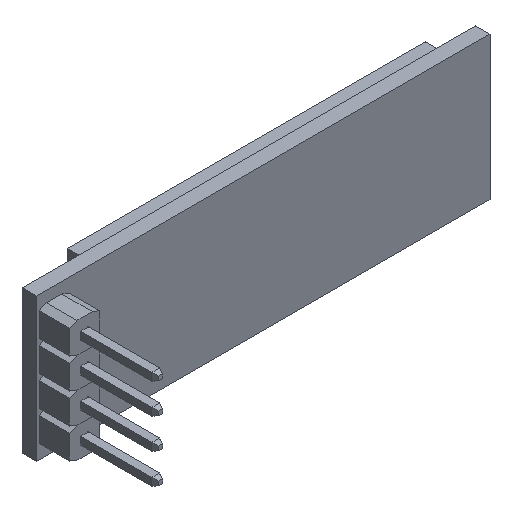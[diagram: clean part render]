
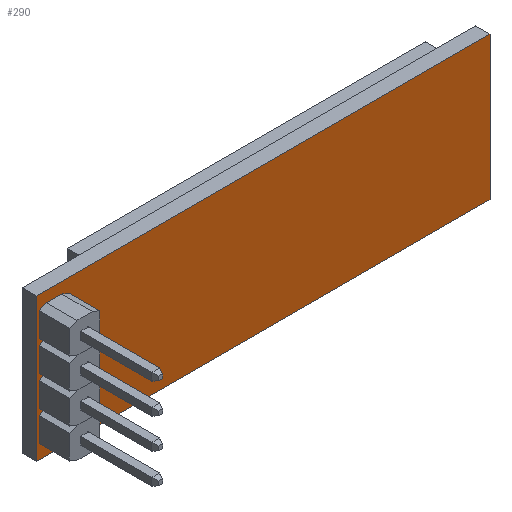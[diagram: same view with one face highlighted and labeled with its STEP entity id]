
A CAD part, isometric view. The second image highlights one B-rep face of the part: STEP entity #290.
In plain terms, the highlighted planar face has unit normal (0, -1, 0).
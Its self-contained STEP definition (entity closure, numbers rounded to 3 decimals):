
#63 = CARTESIAN_POINT ( 'NONE',  ( 0., 0., 1.27 ) ) ;
#116 = EDGE_LOOP ( 'NONE', ( #2279, #699 ) ) ;
#136 = CARTESIAN_POINT ( 'NONE',  ( 0., 0., -4.31 ) ) ;
#180 = CARTESIAN_POINT ( 'NONE',  ( 0., 0., 3.81 ) ) ;
#290 = ADVANCED_FACE ( 'NONE', ( #3177, #2390, #1497, #3879, #1006 ), #3259, .F. ) ;
#292 = DIRECTION ( 'NONE',  ( 0., 0., 1. ) ) ;
#365 = DIRECTION ( 'NONE',  ( 0., 0., 1. ) ) ;
#436 = VERTEX_POINT ( 'NONE', #678 ) ;
#489 = DIRECTION ( 'NONE',  ( 0., 0., 1. ) ) ;
#491 = CIRCLE ( 'NONE', #727, 0.5 ) ;
#494 = ORIENTED_EDGE ( 'NONE', *, *, #2924, .T. ) ;
#520 = CARTESIAN_POINT ( 'NONE',  ( -1.5, 0., -6. ) ) ;
#522 = VERTEX_POINT ( 'NONE', #720 ) ;
#536 = EDGE_CURVE ( 'NONE', #741, #1968, #2950, .T. ) ;
#560 = LINE ( 'NONE', #2822, #2766 ) ;
#574 = VERTEX_POINT ( 'NONE', #136 ) ;
#575 = EDGE_CURVE ( 'NONE', #1932, #1567, #560, .T. ) ;
#580 = DIRECTION ( 'NONE',  ( 0., 1., 0. ) ) ;
#626 = DIRECTION ( 'NONE',  ( 0., 0., -1. ) ) ;
#678 = CARTESIAN_POINT ( 'NONE',  ( 0., 0., -0.77 ) ) ;
#699 = ORIENTED_EDGE ( 'NONE', *, *, #2064, .T. ) ;
#720 = CARTESIAN_POINT ( 'NONE',  ( 0., 0., 3.31 ) ) ;
#727 = AXIS2_PLACEMENT_3D ( 'NONE', #3466, #1697, #897 ) ;
#741 = VERTEX_POINT ( 'NONE', #2225 ) ;
#743 = DIRECTION ( 'NONE',  ( 1., 0., 0. ) ) ;
#812 = ORIENTED_EDGE ( 'NONE', *, *, #3147, .T. ) ;
#836 = CIRCLE ( 'NONE', #937, 0.5 ) ;
#897 = DIRECTION ( 'NONE',  ( 0., 0., 1. ) ) ;
#901 = LINE ( 'NONE', #2709, #2395 ) ;
#909 = EDGE_CURVE ( 'NONE', #2015, #2077, #1969, .T. ) ;
#937 = AXIS2_PLACEMENT_3D ( 'NONE', #2373, #580, #2673 ) ;
#983 = CARTESIAN_POINT ( 'NONE',  ( 0., 0., -3.81 ) ) ;
#1006 = FACE_BOUND ( 'NONE', #1977, .T. ) ;
#1029 = AXIS2_PLACEMENT_3D ( 'NONE', #983, #3054, #1280 ) ;
#1039 = EDGE_CURVE ( 'NONE', #522, #3452, #2367, .T. ) ;
#1132 = EDGE_LOOP ( 'NONE', ( #3386, #812 ) ) ;
#1136 = AXIS2_PLACEMENT_3D ( 'NONE', #3338, #1564, #3643 ) ;
#1229 = CARTESIAN_POINT ( 'NONE',  ( 0., 0., -1.27 ) ) ;
#1232 = CARTESIAN_POINT ( 'NONE',  ( 0., 0., -3.31 ) ) ;
#1280 = DIRECTION ( 'NONE',  ( 0., 0., 1. ) ) ;
#1343 = EDGE_CURVE ( 'NONE', #1567, #2015, #901, .T. ) ;
#1444 = EDGE_LOOP ( 'NONE', ( #3128, #3089, #1454, #2699 ) ) ;
#1454 = ORIENTED_EDGE ( 'NONE', *, *, #1343, .F. ) ;
#1497 = FACE_BOUND ( 'NONE', #1132, .T. ) ;
#1522 = DIRECTION ( 'NONE',  ( 0., 0., 1. ) ) ;
#1537 = AXIS2_PLACEMENT_3D ( 'NONE', #1229, #3295, #1522 ) ;
#1564 = DIRECTION ( 'NONE',  ( 0., 1., 0. ) ) ;
#1567 = VERTEX_POINT ( 'NONE', #3226 ) ;
#1618 = CARTESIAN_POINT ( 'NONE',  ( 0., 0., 1.27 ) ) ;
#1664 = EDGE_CURVE ( 'NONE', #3452, #522, #3261, .T. ) ;
#1697 = DIRECTION ( 'NONE',  ( 0., 1., 0. ) ) ;
#1727 = EDGE_CURVE ( 'NONE', #2077, #1932, #3880, .T. ) ;
#1775 = ORIENTED_EDGE ( 'NONE', *, *, #1664, .T. ) ;
#1786 = CARTESIAN_POINT ( 'NONE',  ( -1.5, 0., 6. ) ) ;
#1788 = CARTESIAN_POINT ( 'NONE',  ( 0., 0., 0. ) ) ;
#1816 = CARTESIAN_POINT ( 'NONE',  ( 0., 0., 1.77 ) ) ;
#1924 = DIRECTION ( 'NONE',  ( 0., 0., 1. ) ) ;
#1932 = VERTEX_POINT ( 'NONE', #1786 ) ;
#1968 = VERTEX_POINT ( 'NONE', #1816 ) ;
#1969 = LINE ( 'NONE', #2825, #2849 ) ;
#1977 = EDGE_LOOP ( 'NONE', ( #2371, #1775 ) ) ;
#1985 = VERTEX_POINT ( 'NONE', #1232 ) ;
#2015 = VERTEX_POINT ( 'NONE', #2430 ) ;
#2064 = EDGE_CURVE ( 'NONE', #1968, #741, #2809, .T. ) ;
#2077 = VERTEX_POINT ( 'NONE', #2447 ) ;
#2138 = CARTESIAN_POINT ( 'NONE',  ( 0., 0., 4.31 ) ) ;
#2164 = EDGE_CURVE ( 'NONE', #574, #1985, #836, .T. ) ;
#2171 = DIRECTION ( 'NONE',  ( 0., 1., 0. ) ) ;
#2225 = CARTESIAN_POINT ( 'NONE',  ( 0., 0., 0.77 ) ) ;
#2227 = AXIS2_PLACEMENT_3D ( 'NONE', #1618, #3699, #1924 ) ;
#2279 = ORIENTED_EDGE ( 'NONE', *, *, #536, .T. ) ;
#2282 = DIRECTION ( 'NONE',  ( 0., 1., 0. ) ) ;
#2367 = CIRCLE ( 'NONE', #2958, 0.5 ) ;
#2371 = ORIENTED_EDGE ( 'NONE', *, *, #1039, .T. ) ;
#2373 = CARTESIAN_POINT ( 'NONE',  ( 0., 0., -3.81 ) ) ;
#2390 = FACE_BOUND ( 'NONE', #2871, .T. ) ;
#2395 = VECTOR ( 'NONE', #626, 1000. ) ;
#2430 = CARTESIAN_POINT ( 'NONE',  ( 36.5, 0., -6. ) ) ;
#2447 = CARTESIAN_POINT ( 'NONE',  ( -1.5, 0., -6. ) ) ;
#2460 = CARTESIAN_POINT ( 'NONE',  ( 0., 0., -1.77 ) ) ;
#2673 = DIRECTION ( 'NONE',  ( 0., 0., 1. ) ) ;
#2699 = ORIENTED_EDGE ( 'NONE', *, *, #575, .F. ) ;
#2709 = CARTESIAN_POINT ( 'NONE',  ( 36.5, 0., -6. ) ) ;
#2745 = CIRCLE ( 'NONE', #1537, 0.5 ) ;
#2766 = VECTOR ( 'NONE', #743, 1000. ) ;
#2809 = CIRCLE ( 'NONE', #3012, 0.5 ) ;
#2822 = CARTESIAN_POINT ( 'NONE',  ( -1.5, 0., 6. ) ) ;
#2825 = CARTESIAN_POINT ( 'NONE',  ( -1.5, 0., -6. ) ) ;
#2849 = VECTOR ( 'NONE', #2873, 1000. ) ;
#2871 = EDGE_LOOP ( 'NONE', ( #3701, #494 ) ) ;
#2873 = DIRECTION ( 'NONE',  ( -1., 0., 0. ) ) ;
#2882 = AXIS2_PLACEMENT_3D ( 'NONE', #1788, #3559, #292 ) ;
#2909 = DIRECTION ( 'NONE',  ( 0., 0., 1. ) ) ;
#2924 = EDGE_CURVE ( 'NONE', #1985, #574, #3611, .T. ) ;
#2950 = CIRCLE ( 'NONE', #2227, 0.5 ) ;
#2958 = AXIS2_PLACEMENT_3D ( 'NONE', #180, #2282, #489 ) ;
#3012 = AXIS2_PLACEMENT_3D ( 'NONE', #63, #2171, #365 ) ;
#3054 = DIRECTION ( 'NONE',  ( 0., 1., 0. ) ) ;
#3089 = ORIENTED_EDGE ( 'NONE', *, *, #909, .F. ) ;
#3094 = VECTOR ( 'NONE', #2909, 1000. ) ;
#3128 = ORIENTED_EDGE ( 'NONE', *, *, #1727, .F. ) ;
#3147 = EDGE_CURVE ( 'NONE', #436, #3546, #2745, .T. ) ;
#3177 = FACE_OUTER_BOUND ( 'NONE', #1444, .T. ) ;
#3226 = CARTESIAN_POINT ( 'NONE',  ( 36.5, 0., 6. ) ) ;
#3259 = PLANE ( 'NONE',  #2882 ) ;
#3261 = CIRCLE ( 'NONE', #1136, 0.5 ) ;
#3295 = DIRECTION ( 'NONE',  ( 0., 1., 0. ) ) ;
#3338 = CARTESIAN_POINT ( 'NONE',  ( 0., 0., 3.81 ) ) ;
#3386 = ORIENTED_EDGE ( 'NONE', *, *, #3783, .T. ) ;
#3452 = VERTEX_POINT ( 'NONE', #2138 ) ;
#3466 = CARTESIAN_POINT ( 'NONE',  ( 0., 0., -1.27 ) ) ;
#3546 = VERTEX_POINT ( 'NONE', #2460 ) ;
#3559 = DIRECTION ( 'NONE',  ( 0., 1., 0. ) ) ;
#3611 = CIRCLE ( 'NONE', #1029, 0.5 ) ;
#3643 = DIRECTION ( 'NONE',  ( 0., 0., 1. ) ) ;
#3699 = DIRECTION ( 'NONE',  ( 0., 1., 0. ) ) ;
#3701 = ORIENTED_EDGE ( 'NONE', *, *, #2164, .T. ) ;
#3783 = EDGE_CURVE ( 'NONE', #3546, #436, #491, .T. ) ;
#3879 = FACE_BOUND ( 'NONE', #116, .T. ) ;
#3880 = LINE ( 'NONE', #520, #3094 ) ;
